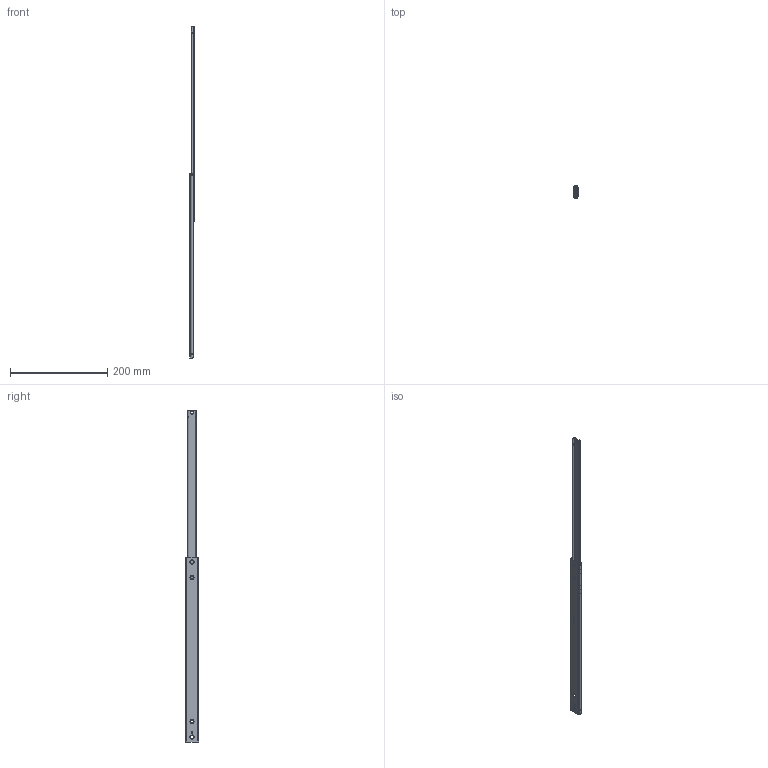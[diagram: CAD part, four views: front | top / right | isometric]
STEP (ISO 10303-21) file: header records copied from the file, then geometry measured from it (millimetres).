
FILE_DESCRIPTION(/* description */ ('PR-Auszug-S Serie 010, Länge 401.5'),/* implementation_level */ '2;1');
FILE_NAME(/* name */ '07000386001.stp',/* time_stamp */ '2021-05-31T11:59:01+02:00',/* author */ ('Dennis Bruder'),/* organization */ (''),/* preprocessor_version */ 'ST-DEVELOPER v18',/* originating_system */ 'Autodesk Inventor 2020',/* authorisation */ '');
FILE_SCHEMA (('AUTOMOTIVE_DESIGN { 1 0 10303 214 3 1 1 }'));
Length unit declared in the file: millimetre
Products named in the file (1): 07000386001
Bounding box: 10.05 x 27.2 x 682 mm (x, y, z)
Volume: 35175.9 mm3; surface area: 59019.4 mm2
Topology: 1 solids, 1 shells, 775 faces, 2190 edges, 1396 vertices
Faces by surface type: plane 345, cylinder 308, torus 47, cone 35, sphere 28, bspline 12
Full cylindrical faces by diameter (mm): 3.5 x1, 3.8 x1, 4 x3, 4.1 x2, 4.2 x16, 5.1 x2, 5.8 x1
Entity records: 27905 total; most frequent: CARTESIAN_POINT 6768, ORIENTED_EDGE 4306, DIRECTION 4295, EDGE_CURVE 2153, AXIS2_PLACEMENT_3D 1567, VERTEX_POINT 1396, LINE 1161, VECTOR 1161
